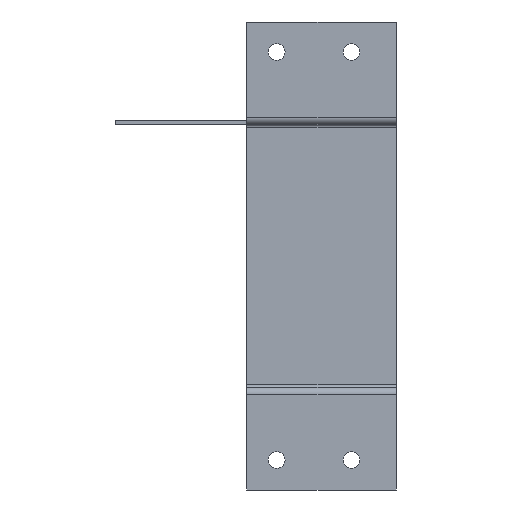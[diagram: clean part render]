
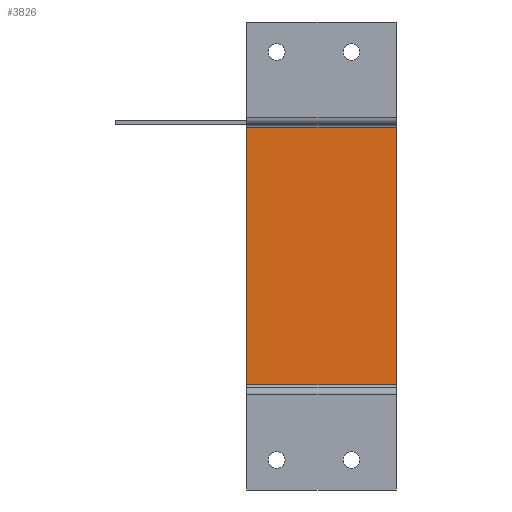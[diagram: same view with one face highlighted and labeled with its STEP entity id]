
A CAD part, front view. The second image highlights one B-rep face of the part: STEP entity #3826.
In plain terms, the highlighted planar face has unit normal (0, -1, 0).
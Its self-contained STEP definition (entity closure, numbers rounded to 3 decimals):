
#16 = LINE ( 'NONE', #436, #1919 ) ;
#17 = DIRECTION ( 'NONE',  ( -1., 0., 0. ) ) ;
#161 = VECTOR ( 'NONE', #17, 1000. ) ;
#224 = ORIENTED_EDGE ( 'NONE', *, *, #945, .F. ) ;
#237 = LINE ( 'NONE', #1490, #2946 ) ;
#389 = CARTESIAN_POINT ( 'NONE',  ( 40., 68.8, 69.463 ) ) ;
#436 = CARTESIAN_POINT ( 'NONE',  ( 0., 68.8, 71.4 ) ) ;
#504 = FACE_OUTER_BOUND ( 'NONE', #1825, .T. ) ;
#811 = VERTEX_POINT ( 'NONE', #3007 ) ;
#945 = EDGE_CURVE ( 'NONE', #3093, #3025, #1798, .T. ) ;
#1028 = DIRECTION ( 'NONE',  ( 0., -1., 0. ) ) ;
#1104 = ORIENTED_EDGE ( 'NONE', *, *, #3196, .F. ) ;
#1124 = CARTESIAN_POINT ( 'NONE',  ( 0., 68.8, 69.463 ) ) ;
#1277 = DIRECTION ( 'NONE',  ( 0., 0., -1. ) ) ;
#1322 = CARTESIAN_POINT ( 'NONE',  ( 40., 68.8, 0.737 ) ) ;
#1490 = CARTESIAN_POINT ( 'NONE',  ( 40., 68.8, 0. ) ) ;
#1586 = CARTESIAN_POINT ( 'NONE',  ( 0., 68.8, 0.737 ) ) ;
#1730 = DIRECTION ( 'NONE',  ( 1., 0., 0. ) ) ;
#1798 = LINE ( 'NONE', #2800, #161 ) ;
#1825 = EDGE_LOOP ( 'NONE', ( #3838, #1104, #2036, #224 ) ) ;
#1919 = VECTOR ( 'NONE', #2900, 1000. ) ;
#2036 = ORIENTED_EDGE ( 'NONE', *, *, #3157, .F. ) ;
#2243 = CARTESIAN_POINT ( 'NONE',  ( 0., 68.8, 0. ) ) ;
#2568 = VERTEX_POINT ( 'NONE', #389 ) ;
#2800 = CARTESIAN_POINT ( 'NONE',  ( 40., 68.8, 0.737 ) ) ;
#2883 = AXIS2_PLACEMENT_3D ( 'NONE', #2243, #1028, #1277 ) ;
#2900 = DIRECTION ( 'NONE',  ( 0., 0., 1. ) ) ;
#2946 = VECTOR ( 'NONE', #2997, 1000. ) ;
#2997 = DIRECTION ( 'NONE',  ( 0., 0., -1. ) ) ;
#3007 = CARTESIAN_POINT ( 'NONE',  ( 0., 68.8, 69.463 ) ) ;
#3025 = VERTEX_POINT ( 'NONE', #1586 ) ;
#3078 = PLANE ( 'NONE',  #2883 ) ;
#3093 = VERTEX_POINT ( 'NONE', #1322 ) ;
#3145 = VECTOR ( 'NONE', #1730, 1000. ) ;
#3157 = EDGE_CURVE ( 'NONE', #3025, #811, #16, .T. ) ;
#3196 = EDGE_CURVE ( 'NONE', #811, #2568, #3843, .T. ) ;
#3559 = EDGE_CURVE ( 'NONE', #2568, #3093, #237, .T. ) ;
#3826 = ADVANCED_FACE ( 'NONE', ( #504 ), #3078, .T. ) ;
#3838 = ORIENTED_EDGE ( 'NONE', *, *, #3559, .F. ) ;
#3843 = LINE ( 'NONE', #1124, #3145 ) ;
